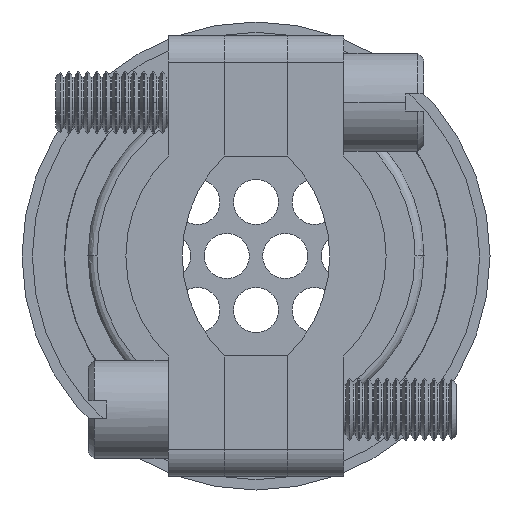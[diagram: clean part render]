
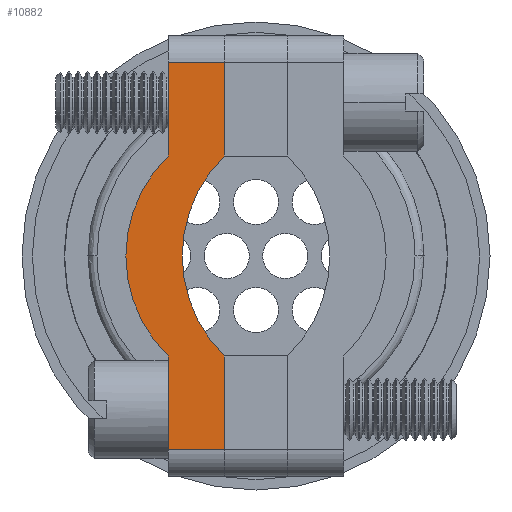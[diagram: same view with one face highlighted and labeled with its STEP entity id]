
A CAD part, front view. The second image highlights one B-rep face of the part: STEP entity #10882.
In plain terms, the highlighted planar face has unit normal (0, -1, 0).
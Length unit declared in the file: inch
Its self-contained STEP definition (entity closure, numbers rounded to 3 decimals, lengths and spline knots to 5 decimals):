
#195 = EDGE_CURVE ( 'NONE', #5794, #6424, #7009, .T. ) ;
#365 = LINE ( 'NONE', #1602, #5354 ) ;
#432 = EDGE_CURVE ( 'NONE', #3614, #7075, #3416, .T. ) ;
#457 = CARTESIAN_POINT ( 'NONE',  ( -0.07, -0.604, 0.222 ) ) ;
#547 = DIRECTION ( 'NONE',  ( 1., 0., 0. ) ) ;
#993 = VECTOR ( 'NONE', #1487, 39.37008 ) ;
#1296 = CARTESIAN_POINT ( 'NONE',  ( -0.07, -0.604, 0.222 ) ) ;
#1319 = CARTESIAN_POINT ( 'NONE',  ( 0.14583, -0.604, 0. ) ) ;
#1333 = CARTESIAN_POINT ( 'NONE',  ( -0.195, -0.604, 0.222 ) ) ;
#1468 = DIRECTION ( 'NONE',  ( 0., 1., 0. ) ) ;
#1487 = DIRECTION ( 'NONE',  ( 1., 0., 0. ) ) ;
#1602 = CARTESIAN_POINT ( 'NONE',  ( -0.195, -0.604, -0.49 ) ) ;
#1723 = EDGE_CURVE ( 'NONE', #7075, #3816, #6738, .T. ) ;
#1818 = DIRECTION ( 'NONE',  ( 1., 0., 0. ) ) ;
#1952 = CARTESIAN_POINT ( 'NONE',  ( -0.07, -0.604, -0.49 ) ) ;
#2015 = FACE_OUTER_BOUND ( 'NONE', #6388, .T. ) ;
#2316 = PLANE ( 'NONE',  #5549 ) ;
#2402 = VERTEX_POINT ( 'NONE', #457 ) ;
#2452 = AXIS2_PLACEMENT_3D ( 'NONE', #11648, #6166, #547 ) ;
#2478 = DIRECTION ( 'NONE',  ( 0., 0., -1. ) ) ;
#2633 = ORIENTED_EDGE ( 'NONE', *, *, #8057, .T. ) ;
#2947 = CARTESIAN_POINT ( 'NONE',  ( -0.195, -0.604, 0.43 ) ) ;
#3416 = CIRCLE ( 'NONE', #2452, 0.30963 ) ;
#3437 = ORIENTED_EDGE ( 'NONE', *, *, #9376, .F. ) ;
#3614 = VERTEX_POINT ( 'NONE', #9370 ) ;
#3631 = DIRECTION ( 'NONE',  ( 0., 0., 1. ) ) ;
#3812 = LINE ( 'NONE', #7041, #993 ) ;
#3816 = VERTEX_POINT ( 'NONE', #2947 ) ;
#4009 = LINE ( 'NONE', #11911, #11060 ) ;
#4068 = ORIENTED_EDGE ( 'NONE', *, *, #9768, .T. ) ;
#4140 = DIRECTION ( 'NONE',  ( 0., 0., -1. ) ) ;
#4199 = DIRECTION ( 'NONE',  ( 1., 0., 0. ) ) ;
#4694 = VECTOR ( 'NONE', #4140, 39.37008 ) ;
#5104 = ORIENTED_EDGE ( 'NONE', *, *, #432, .F. ) ;
#5162 = VECTOR ( 'NONE', #2478, 39.37008 ) ;
#5354 = VECTOR ( 'NONE', #6254, 39.37008 ) ;
#5477 = EDGE_CURVE ( 'NONE', #3816, #10259, #4009, .T. ) ;
#5549 = AXIS2_PLACEMENT_3D ( 'NONE', #1319, #9701, #4199 ) ;
#5633 = AXIS2_PLACEMENT_3D ( 'NONE', #6552, #1468, #7930 ) ;
#5794 = VERTEX_POINT ( 'NONE', #6289 ) ;
#5956 = CARTESIAN_POINT ( 'NONE',  ( -0.07, -0.604, 0.43 ) ) ;
#6166 = DIRECTION ( 'NONE',  ( 0., 1., 0. ) ) ;
#6218 = CIRCLE ( 'NONE', #5633, 0.30963 ) ;
#6249 = ORIENTED_EDGE ( 'NONE', *, *, #1723, .F. ) ;
#6254 = DIRECTION ( 'NONE',  ( 0., 0., 1. ) ) ;
#6289 = CARTESIAN_POINT ( 'NONE',  ( -0.07, -0.604, -0.222 ) ) ;
#6388 = EDGE_LOOP ( 'NONE', ( #11946, #4068, #11966, #11038, #6249, #5104, #3437, #2633 ) ) ;
#6424 = VERTEX_POINT ( 'NONE', #6556 ) ;
#6459 = VECTOR ( 'NONE', #3631, 39.37008 ) ;
#6552 = CARTESIAN_POINT ( 'NONE',  ( 0.14583, -0.604, 0. ) ) ;
#6556 = CARTESIAN_POINT ( 'NONE',  ( -0.07, -0.604, -0.43 ) ) ;
#6738 = LINE ( 'NONE', #10985, #6459 ) ;
#7009 = LINE ( 'NONE', #1952, #5162 ) ;
#7041 = CARTESIAN_POINT ( 'NONE',  ( 0.14583, -0.604, -0.43 ) ) ;
#7075 = VERTEX_POINT ( 'NONE', #1333 ) ;
#7102 = LINE ( 'NONE', #1296, #4694 ) ;
#7895 = EDGE_CURVE ( 'NONE', #10259, #2402, #7102, .T. ) ;
#7930 = DIRECTION ( 'NONE',  ( 1., 0., 0. ) ) ;
#8057 = EDGE_CURVE ( 'NONE', #11221, #6424, #3812, .T. ) ;
#9370 = CARTESIAN_POINT ( 'NONE',  ( -0.195, -0.604, -0.222 ) ) ;
#9376 = EDGE_CURVE ( 'NONE', #11221, #3614, #365, .T. ) ;
#9701 = DIRECTION ( 'NONE',  ( 0., -1., 0. ) ) ;
#9768 = EDGE_CURVE ( 'NONE', #5794, #2402, #6218, .T. ) ;
#10259 = VERTEX_POINT ( 'NONE', #5956 ) ;
#10665 = CARTESIAN_POINT ( 'NONE',  ( -0.195, -0.604, -0.43 ) ) ;
#10882 = ADVANCED_FACE ( 'NONE', ( #2015 ), #2316, .T. ) ;
#10985 = CARTESIAN_POINT ( 'NONE',  ( -0.195, -0.604, 0.222 ) ) ;
#11038 = ORIENTED_EDGE ( 'NONE', *, *, #5477, .F. ) ;
#11060 = VECTOR ( 'NONE', #1818, 39.37008 ) ;
#11221 = VERTEX_POINT ( 'NONE', #10665 ) ;
#11648 = CARTESIAN_POINT ( 'NONE',  ( 0.02083, -0.604, 0. ) ) ;
#11911 = CARTESIAN_POINT ( 'NONE',  ( 0.14583, -0.604, 0.43 ) ) ;
#11946 = ORIENTED_EDGE ( 'NONE', *, *, #195, .F. ) ;
#11966 = ORIENTED_EDGE ( 'NONE', *, *, #7895, .F. ) ;
